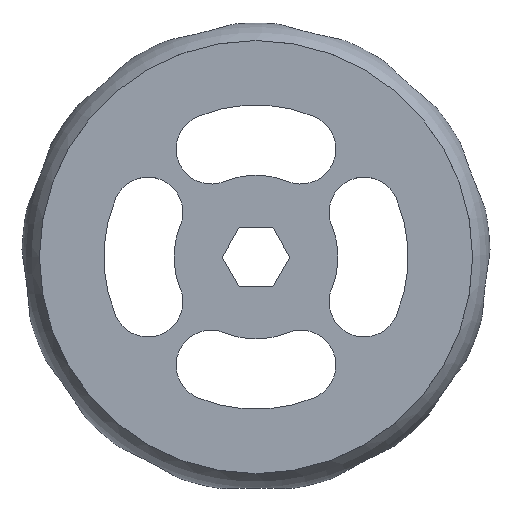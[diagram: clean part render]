
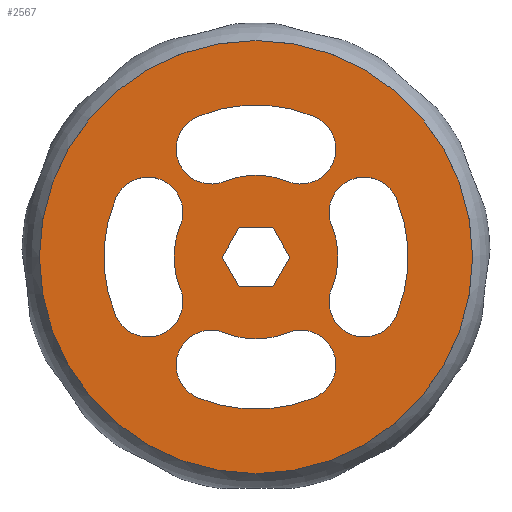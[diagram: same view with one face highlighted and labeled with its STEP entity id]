
A CAD part, top view. The second image highlights one B-rep face of the part: STEP entity #2567.
In plain terms, the highlighted planar face has unit normal (0, 0, 1).
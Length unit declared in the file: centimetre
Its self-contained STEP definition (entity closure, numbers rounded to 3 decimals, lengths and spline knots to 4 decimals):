
#366=FACE_BOUND('',#647,.T.);
#367=FACE_BOUND('',#648,.T.);
#368=FACE_BOUND('',#649,.T.);
#369=FACE_BOUND('',#650,.T.);
#370=FACE_BOUND('',#651,.T.);
#505=FACE_OUTER_BOUND('',#646,.T.);
#646=EDGE_LOOP('',(#2375));
#647=EDGE_LOOP('',(#2376,#2377,#2378,#2379));
#648=EDGE_LOOP('',(#2380,#2381,#2382,#2383));
#649=EDGE_LOOP('',(#2384,#2385,#2386,#2387));
#650=EDGE_LOOP('',(#2388,#2389,#2390,#2391));
#651=EDGE_LOOP('',(#2392,#2393,#2394,#2395,#2396,#2397));
#739=CIRCLE('',#2956,6.);
#741=CIRCLE('',#2959,26.);
#743=CIRCLE('',#2962,6.);
#745=CIRCLE('',#2965,14.);
#747=CIRCLE('',#2968,6.);
#749=CIRCLE('',#2971,26.);
#751=CIRCLE('',#2974,6.);
#753=CIRCLE('',#2977,14.);
#755=CIRCLE('',#2980,14.);
#757=CIRCLE('',#2983,6.);
#759=CIRCLE('',#2986,26.);
#761=CIRCLE('',#2989,6.);
#763=CIRCLE('',#2992,6.);
#765=CIRCLE('',#2995,26.);
#767=CIRCLE('',#2998,6.);
#769=CIRCLE('',#3001,14.);
#771=CIRCLE('',#3011,36.9924);
#1016=VERTEX_POINT('',#6809);
#1017=VERTEX_POINT('',#6811);
#1019=VERTEX_POINT('',#6817);
#1021=VERTEX_POINT('',#6823);
#1024=VERTEX_POINT('',#6833);
#1025=VERTEX_POINT('',#6835);
#1027=VERTEX_POINT('',#6841);
#1029=VERTEX_POINT('',#6847);
#1032=VERTEX_POINT('',#6857);
#1033=VERTEX_POINT('',#6859);
#1035=VERTEX_POINT('',#6865);
#1037=VERTEX_POINT('',#6871);
#1040=VERTEX_POINT('',#6881);
#1041=VERTEX_POINT('',#6883);
#1043=VERTEX_POINT('',#6889);
#1045=VERTEX_POINT('',#6895);
#1048=VERTEX_POINT('',#6905);
#1049=VERTEX_POINT('',#6907);
#1051=VERTEX_POINT('',#6913);
#1053=VERTEX_POINT('',#6919);
#1055=VERTEX_POINT('',#6925);
#1057=VERTEX_POINT('',#6931);
#1059=VERTEX_POINT('',#6941);
#1439=EDGE_CURVE('',#1017,#1016,#739,.T.);
#1442=EDGE_CURVE('',#1019,#1017,#741,.T.);
#1445=EDGE_CURVE('',#1021,#1019,#743,.T.);
#1448=EDGE_CURVE('',#1016,#1021,#745,.T.);
#1451=EDGE_CURVE('',#1025,#1024,#747,.T.);
#1454=EDGE_CURVE('',#1027,#1025,#749,.T.);
#1457=EDGE_CURVE('',#1029,#1027,#751,.T.);
#1460=EDGE_CURVE('',#1024,#1029,#753,.T.);
#1463=EDGE_CURVE('',#1033,#1032,#755,.T.);
#1467=EDGE_CURVE('',#1032,#1035,#757,.T.);
#1470=EDGE_CURVE('',#1035,#1037,#759,.T.);
#1472=EDGE_CURVE('',#1037,#1033,#761,.T.);
#1475=EDGE_CURVE('',#1041,#1040,#763,.T.);
#1478=EDGE_CURVE('',#1043,#1041,#765,.T.);
#1481=EDGE_CURVE('',#1045,#1043,#767,.T.);
#1484=EDGE_CURVE('',#1040,#1045,#769,.T.);
#1487=EDGE_CURVE('',#1049,#1048,#2648,.T.);
#1491=EDGE_CURVE('',#1048,#1051,#2652,.T.);
#1494=EDGE_CURVE('',#1051,#1053,#2655,.T.);
#1497=EDGE_CURVE('',#1053,#1055,#2658,.T.);
#1500=EDGE_CURVE('',#1055,#1057,#2661,.T.);
#1502=EDGE_CURVE('',#1057,#1049,#2663,.T.);
#1504=EDGE_CURVE('',#1059,#1059,#771,.T.);
#2375=ORIENTED_EDGE('',*,*,#1504,.T.);
#2376=ORIENTED_EDGE('',*,*,#1439,.T.);
#2377=ORIENTED_EDGE('',*,*,#1448,.T.);
#2378=ORIENTED_EDGE('',*,*,#1445,.T.);
#2379=ORIENTED_EDGE('',*,*,#1442,.T.);
#2380=ORIENTED_EDGE('',*,*,#1451,.T.);
#2381=ORIENTED_EDGE('',*,*,#1460,.T.);
#2382=ORIENTED_EDGE('',*,*,#1457,.T.);
#2383=ORIENTED_EDGE('',*,*,#1454,.T.);
#2384=ORIENTED_EDGE('',*,*,#1463,.T.);
#2385=ORIENTED_EDGE('',*,*,#1467,.T.);
#2386=ORIENTED_EDGE('',*,*,#1470,.T.);
#2387=ORIENTED_EDGE('',*,*,#1472,.T.);
#2388=ORIENTED_EDGE('',*,*,#1475,.T.);
#2389=ORIENTED_EDGE('',*,*,#1484,.T.);
#2390=ORIENTED_EDGE('',*,*,#1481,.T.);
#2391=ORIENTED_EDGE('',*,*,#1478,.T.);
#2392=ORIENTED_EDGE('',*,*,#1487,.T.);
#2393=ORIENTED_EDGE('',*,*,#1491,.T.);
#2394=ORIENTED_EDGE('',*,*,#1494,.T.);
#2395=ORIENTED_EDGE('',*,*,#1497,.T.);
#2396=ORIENTED_EDGE('',*,*,#1500,.T.);
#2397=ORIENTED_EDGE('',*,*,#1502,.T.);
#2432=PLANE('',#3012);
#2567=ADVANCED_FACE('',(#505,#366,#367,#368,#369,#370),#2432,.T.);
#2648=LINE('',#6908,#2739);
#2652=LINE('',#6915,#2743);
#2655=LINE('',#6921,#2746);
#2658=LINE('',#6927,#2749);
#2661=LINE('',#6933,#2752);
#2663=LINE('',#6936,#2754);
#2739=VECTOR('',#3582,10.);
#2743=VECTOR('',#3588,10.);
#2746=VECTOR('',#3593,10.);
#2749=VECTOR('',#3598,10.);
#2752=VECTOR('',#3603,10.);
#2754=VECTOR('',#3607,10.);
#2956=AXIS2_PLACEMENT_3D('',#6812,#3471,#3472);
#2959=AXIS2_PLACEMENT_3D('',#6818,#3478,#3479);
#2962=AXIS2_PLACEMENT_3D('',#6824,#3485,#3486);
#2965=AXIS2_PLACEMENT_3D('',#6828,#3492,#3493);
#2968=AXIS2_PLACEMENT_3D('',#6836,#3499,#3500);
#2971=AXIS2_PLACEMENT_3D('',#6842,#3506,#3507);
#2974=AXIS2_PLACEMENT_3D('',#6848,#3513,#3514);
#2977=AXIS2_PLACEMENT_3D('',#6852,#3520,#3521);
#2980=AXIS2_PLACEMENT_3D('',#6860,#3527,#3528);
#2983=AXIS2_PLACEMENT_3D('',#6867,#3535,#3536);
#2986=AXIS2_PLACEMENT_3D('',#6873,#3542,#3543);
#2989=AXIS2_PLACEMENT_3D('',#6876,#3548,#3549);
#2992=AXIS2_PLACEMENT_3D('',#6884,#3555,#3556);
#2995=AXIS2_PLACEMENT_3D('',#6890,#3562,#3563);
#2998=AXIS2_PLACEMENT_3D('',#6896,#3569,#3570);
#3001=AXIS2_PLACEMENT_3D('',#6900,#3576,#3577);
#3011=AXIS2_PLACEMENT_3D('',#6942,#3614,#3615);
#3012=AXIS2_PLACEMENT_3D('',#6944,#3617,#3618);
#3471=DIRECTION('center_axis',(0.,0.,-1.));
#3472=DIRECTION('ref_axis',(0.383,0.924,0.));
#3478=DIRECTION('center_axis',(0.,0.,-1.));
#3479=DIRECTION('ref_axis',(-0.383,-0.924,0.));
#3485=DIRECTION('center_axis',(0.,0.,-1.));
#3486=DIRECTION('ref_axis',(0.383,-0.924,0.));
#3492=DIRECTION('center_axis',(0.,0.,1.));
#3493=DIRECTION('ref_axis',(0.383,0.924,0.));
#3499=DIRECTION('center_axis',(0.,0.,-1.));
#3500=DIRECTION('ref_axis',(-0.383,-0.924,0.));
#3506=DIRECTION('center_axis',(0.,0.,-1.));
#3507=DIRECTION('ref_axis',(0.383,0.924,0.));
#3513=DIRECTION('center_axis',(0.,0.,-1.));
#3514=DIRECTION('ref_axis',(-0.383,0.924,0.));
#3520=DIRECTION('center_axis',(0.,0.,1.));
#3521=DIRECTION('ref_axis',(-0.383,-0.924,0.));
#3527=DIRECTION('center_axis',(0.,0.,1.));
#3528=DIRECTION('ref_axis',(-0.924,0.383,0.));
#3535=DIRECTION('center_axis',(0.,0.,-1.));
#3536=DIRECTION('ref_axis',(0.924,0.383,0.));
#3542=DIRECTION('center_axis',(0.,0.,-1.));
#3543=DIRECTION('ref_axis',(0.924,-0.383,0.));
#3548=DIRECTION('center_axis',(0.,0.,-1.));
#3549=DIRECTION('ref_axis',(-0.924,0.383,0.));
#3555=DIRECTION('center_axis',(0.,0.,-1.));
#3556=DIRECTION('ref_axis',(0.924,-0.383,0.));
#3562=DIRECTION('center_axis',(0.,0.,-1.));
#3563=DIRECTION('ref_axis',(-0.924,0.383,0.));
#3569=DIRECTION('center_axis',(0.,0.,-1.));
#3570=DIRECTION('ref_axis',(-0.924,-0.383,0.));
#3576=DIRECTION('center_axis',(0.,0.,1.));
#3577=DIRECTION('ref_axis',(0.924,-0.383,0.));
#3582=DIRECTION('',(-0.5,-0.866,0.));
#3588=DIRECTION('',(-1.,0.,0.));
#3593=DIRECTION('',(-0.5,0.866,0.));
#3598=DIRECTION('',(0.5,0.866,0.));
#3603=DIRECTION('',(1.,0.,0.));
#3607=DIRECTION('',(0.5,-0.866,0.));
#3614=DIRECTION('center_axis',(0.,0.,1.));
#3615=DIRECTION('ref_axis',(1.,0.,0.));
#3617=DIRECTION('center_axis',(0.,0.,1.));
#3618=DIRECTION('ref_axis',(1.,0.,0.));
#6809=CARTESIAN_POINT('',(-5.3576,-12.9343,101.5));
#6811=CARTESIAN_POINT('',(-9.9498,-24.0209,101.5));
#6812=CARTESIAN_POINT('Origin',(-7.6537,-18.4776,101.5));
#6817=CARTESIAN_POINT('',(9.9498,-24.0209,101.5));
#6818=CARTESIAN_POINT('Origin',(0.,0.,101.5));
#6823=CARTESIAN_POINT('',(5.3576,-12.9343,101.5));
#6824=CARTESIAN_POINT('Origin',(7.6537,-18.4776,101.5));
#6828=CARTESIAN_POINT('Origin',(0.,0.,101.5));
#6833=CARTESIAN_POINT('',(5.3576,12.9343,101.5));
#6835=CARTESIAN_POINT('',(9.9498,24.0209,101.5));
#6836=CARTESIAN_POINT('Origin',(7.6537,18.4776,101.5));
#6841=CARTESIAN_POINT('',(-9.9498,24.0209,101.5));
#6842=CARTESIAN_POINT('Origin',(0.,0.,101.5));
#6847=CARTESIAN_POINT('',(-5.3576,12.9343,101.5));
#6848=CARTESIAN_POINT('Origin',(-7.6537,18.4776,101.5));
#6852=CARTESIAN_POINT('Origin',(0.,0.,101.5));
#6857=CARTESIAN_POINT('',(12.9343,5.3576,101.5));
#6859=CARTESIAN_POINT('',(12.9343,-5.3576,101.5));
#6860=CARTESIAN_POINT('Origin',(0.,0.,101.5));
#6865=CARTESIAN_POINT('',(24.0209,9.9498,101.5));
#6867=CARTESIAN_POINT('Origin',(18.4776,7.6537,101.5));
#6871=CARTESIAN_POINT('',(24.0209,-9.9498,101.5));
#6873=CARTESIAN_POINT('Origin',(0.,0.,101.5));
#6876=CARTESIAN_POINT('Origin',(18.4776,-7.6537,101.5));
#6881=CARTESIAN_POINT('',(-12.9343,5.3576,101.5));
#6883=CARTESIAN_POINT('',(-24.0209,9.9498,101.5));
#6884=CARTESIAN_POINT('Origin',(-18.4776,7.6537,101.5));
#6889=CARTESIAN_POINT('',(-24.0209,-9.9498,101.5));
#6890=CARTESIAN_POINT('Origin',(0.,0.,101.5));
#6895=CARTESIAN_POINT('',(-12.9343,-5.3576,101.5));
#6896=CARTESIAN_POINT('Origin',(-18.4776,-7.6537,101.5));
#6900=CARTESIAN_POINT('Origin',(0.,0.,101.5));
#6905=CARTESIAN_POINT('',(2.8868,-5.,101.5));
#6907=CARTESIAN_POINT('',(5.7735,0.,101.5));
#6908=CARTESIAN_POINT('',(5.0518,-1.25,101.5));
#6913=CARTESIAN_POINT('',(-2.8868,-5.,101.5));
#6915=CARTESIAN_POINT('',(1.4434,-5.,101.5));
#6919=CARTESIAN_POINT('',(-5.7735,0.,101.5));
#6921=CARTESIAN_POINT('',(-3.6084,-3.75,101.5));
#6925=CARTESIAN_POINT('',(-2.8868,5.,101.5));
#6927=CARTESIAN_POINT('',(-5.0518,1.25,101.5));
#6931=CARTESIAN_POINT('',(2.8868,5.,101.5));
#6933=CARTESIAN_POINT('',(-1.4434,5.,101.5));
#6936=CARTESIAN_POINT('',(3.6084,3.75,101.5));
#6941=CARTESIAN_POINT('',(-36.9924,0.,101.5));
#6942=CARTESIAN_POINT('Origin',(0.,0.,101.5));
#6944=CARTESIAN_POINT('Origin',(0.,0.,101.5));
